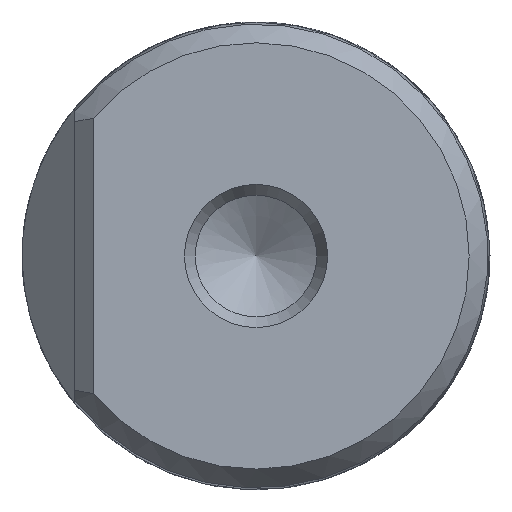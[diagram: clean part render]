
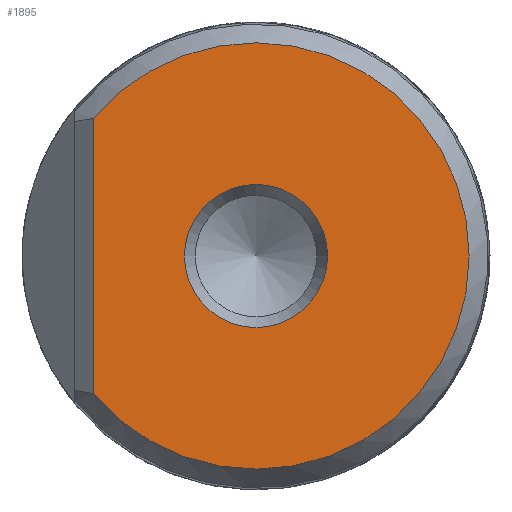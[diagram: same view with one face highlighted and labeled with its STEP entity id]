
A CAD part, left-side view. The second image highlights one B-rep face of the part: STEP entity #1895.
In plain terms, the highlighted planar face has unit normal (-1, 0, 0).
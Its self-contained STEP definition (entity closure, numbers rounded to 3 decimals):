
#24 = PLANE ( 'NONE',  #3643 ) ;
#256 = CARTESIAN_POINT ( 'NONE',  ( -135.05, 0., 0. ) ) ;
#391 = CARTESIAN_POINT ( 'NONE',  ( -135.05, 8.7, 0. ) ) ;
#545 = DIRECTION ( 'NONE',  ( 0., 0., -1. ) ) ;
#606 = DIRECTION ( 'NONE',  ( 0., 0., 1. ) ) ;
#744 = FACE_OUTER_BOUND ( 'NONE', #3045, .T. ) ;
#819 = AXIS2_PLACEMENT_3D ( 'NONE', #3181, #1486, #3472 ) ;
#1181 = CARTESIAN_POINT ( 'NONE',  ( -135.05, 0., -3.827 ) ) ;
#1198 = VERTEX_POINT ( 'NONE', #2760 ) ;
#1255 = ORIENTED_EDGE ( 'NONE', *, *, #1282, .F. ) ;
#1282 = EDGE_CURVE ( 'NONE', #1198, #3565, #3638, .T. ) ;
#1399 = CARTESIAN_POINT ( 'NONE',  ( -135.05, 8.7, 7.367 ) ) ;
#1486 = DIRECTION ( 'NONE',  ( 1., 0., 0. ) ) ;
#1499 = CIRCLE ( 'NONE', #2754, 3.827 ) ;
#1724 = CIRCLE ( 'NONE', #819, 11.4 ) ;
#1895 = ADVANCED_FACE ( 'NONE', ( #2251, #744 ), #24, .T. ) ;
#1923 = ORIENTED_EDGE ( 'NONE', *, *, #2765, .T. ) ;
#2251 = FACE_BOUND ( 'NONE', #3311, .T. ) ;
#2259 = DIRECTION ( 'NONE',  ( 1., 0., 0. ) ) ;
#2289 = EDGE_CURVE ( 'NONE', #3565, #1198, #1724, .T. ) ;
#2317 = DIRECTION ( 'NONE',  ( -1., 0., 0. ) ) ;
#2528 = VERTEX_POINT ( 'NONE', #1181 ) ;
#2744 = DIRECTION ( 'NONE',  ( 0., 0., 1. ) ) ;
#2754 = AXIS2_PLACEMENT_3D ( 'NONE', #256, #2259, #545 ) ;
#2760 = CARTESIAN_POINT ( 'NONE',  ( -135.05, 8.7, -7.367 ) ) ;
#2765 = EDGE_CURVE ( 'NONE', #2528, #2528, #1499, .T. ) ;
#2886 = VECTOR ( 'NONE', #2744, 1000. ) ;
#3045 = EDGE_LOOP ( 'NONE', ( #1255, #3191 ) ) ;
#3181 = CARTESIAN_POINT ( 'NONE',  ( -135.05, 0., 0. ) ) ;
#3191 = ORIENTED_EDGE ( 'NONE', *, *, #2289, .F. ) ;
#3311 = EDGE_LOOP ( 'NONE', ( #1923 ) ) ;
#3446 = CARTESIAN_POINT ( 'NONE',  ( -135.05, 11.4, 0. ) ) ;
#3472 = DIRECTION ( 'NONE',  ( 0., 0., -1. ) ) ;
#3565 = VERTEX_POINT ( 'NONE', #1399 ) ;
#3638 = LINE ( 'NONE', #391, #2886 ) ;
#3643 = AXIS2_PLACEMENT_3D ( 'NONE', #3446, #2317, #606 ) ;
